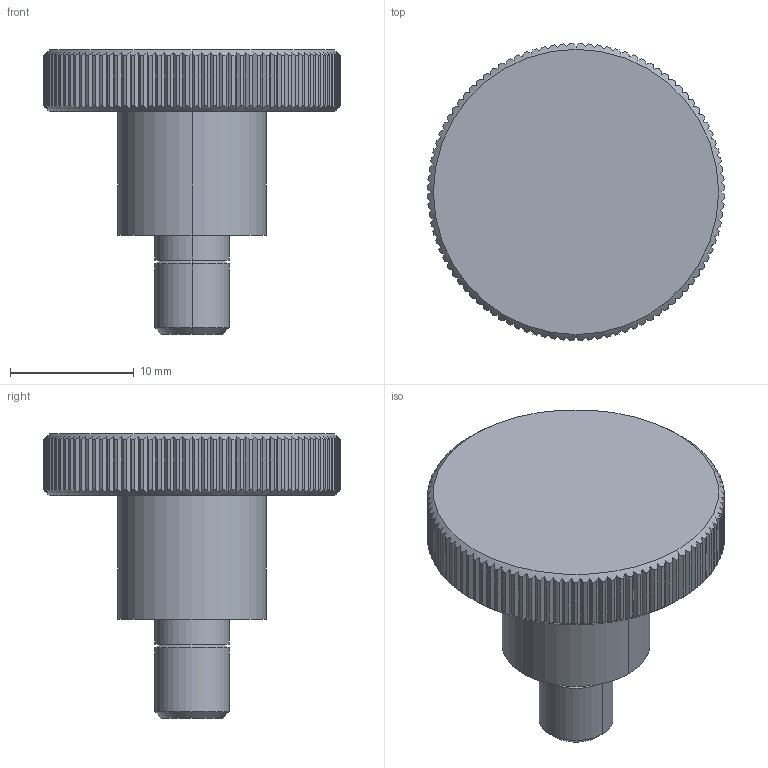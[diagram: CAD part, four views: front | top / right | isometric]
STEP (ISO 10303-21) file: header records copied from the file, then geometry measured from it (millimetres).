
FILE_DESCRIPTION(('STEP AP214'),'1');
FILE_NAME('HALDERN_EH_24790_0132.stp','2017-08-10T07:41:02',('TraceParts'),('TraceParts S.A.'),'Spatial InterOp 3D',' ',' ');
FILE_SCHEMA(('automotive_design'));
Length unit declared in the file: millimetre
Products named in the file (1): HALDERN_EH_24790_0132
Bounding box: 24 x 24 x 23 mm (x, y, z)
Volume: 3573.8 mm3; surface area: 1853.8 mm2
Topology: 1 solids, 1 shells, 319 faces, 934 edges, 620 vertices
Faces by surface type: plane 205, cylinder 106, cone 8
Entity records: 12732 total; most frequent: CARTESIAN_POINT 2674, ORIENTED_EDGE 1868, DIRECTION 1394, EDGE_CURVE 934, VERTEX_POINT 620, AXIS2_PLACEMENT_3D 540, EDGE_LOOP 322, STYLED_ITEM 319
